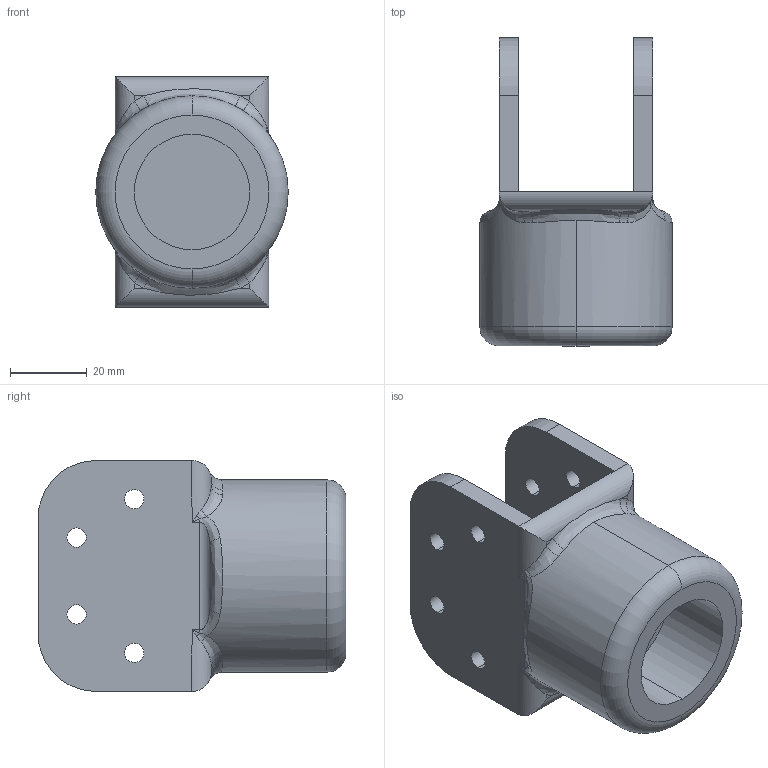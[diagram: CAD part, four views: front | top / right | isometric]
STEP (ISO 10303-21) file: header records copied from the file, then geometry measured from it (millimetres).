
FILE_DESCRIPTION (( 'STEP AP203' ), '1' );
FILE_NAME ('pinza30_Predeterminado_sldprt.STEP', '2023-11-10T06:17:51', ( '' ), ( '' ), 'SwSTEP 2.0', 'SolidWorks 2019', '' );
FILE_SCHEMA (( 'CONFIG_CONTROL_DESIGN' ));
Length unit declared in the file: millimetre
Products named in the file (1): pinza30_Predeterminado_sldprt
Bounding box: 50 x 80 x 60 mm (x, y, z)
Volume: 87512.5 mm3; surface area: 22954 mm2
Topology: 1 solids, 1 shells, 79 faces, 198 edges, 118 vertices
Faces by surface type: cylinder 36, bspline 20, plane 17, torus 6
Entity records: 3413 total; most frequent: CARTESIAN_POINT 1554, ORIENTED_EDGE 388, DIRECTION 350, EDGE_CURVE 194, AXIS2_PLACEMENT_3D 142, VERTEX_POINT 118, EDGE_LOOP 96, CIRCLE 82
